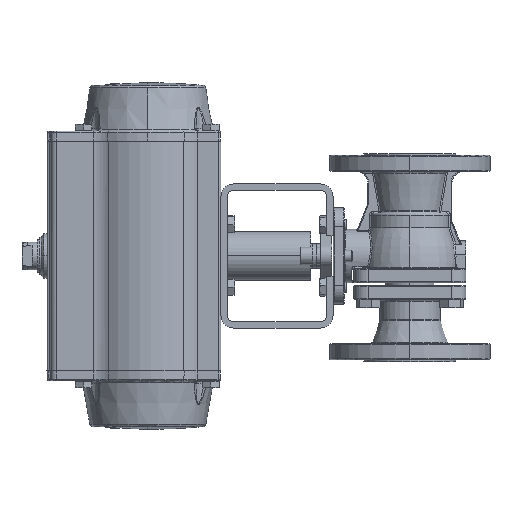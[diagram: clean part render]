
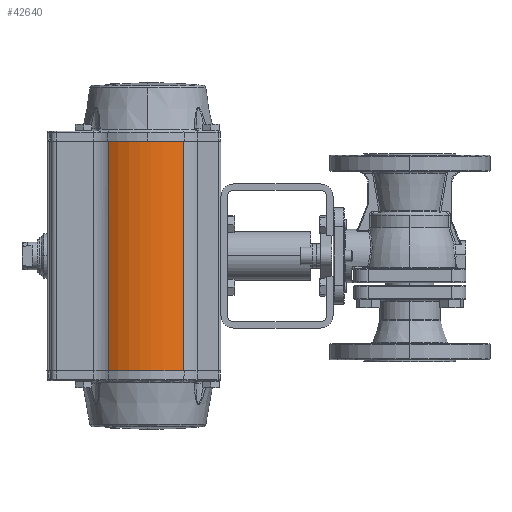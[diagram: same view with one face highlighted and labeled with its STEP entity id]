
A CAD part, left-side view. The second image highlights one B-rep face of the part: STEP entity #42640.
In plain terms, the highlighted cylindrical face has radius 55 mm (diameter 110 mm), a partial arc.
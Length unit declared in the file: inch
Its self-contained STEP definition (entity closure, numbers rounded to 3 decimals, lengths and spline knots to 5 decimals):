
#838 = DIRECTION ( 'NONE',  ( 0., 0., 1. ) ) ;
#1561 = CARTESIAN_POINT ( 'NONE',  ( -1.84777, 7.05452, 3.58268 ) ) ;
#9184 = EDGE_CURVE ( 'NONE', #10794, #34194, #51189, .T. ) ;
#9443 = AXIS2_PLACEMENT_3D ( 'NONE', #35127, #838, #40880 ) ;
#10205 = VECTOR ( 'NONE', #40309, 39.37008 ) ;
#10794 = VERTEX_POINT ( 'NONE', #22008 ) ;
#11477 = CARTESIAN_POINT ( 'NONE',  ( -1.77559, 9.42283, -3.58268 ) ) ;
#13977 = FACE_OUTER_BOUND ( 'NONE', #60059, .T. ) ;
#15890 = AXIS2_PLACEMENT_3D ( 'NONE', #64856, #35978, #41760 ) ;
#18921 = EDGE_CURVE ( 'NONE', #10794, #38941, #27223, .T. ) ;
#20582 = ORIENTED_EDGE ( 'NONE', *, *, #59795, .F. ) ;
#20731 = ORIENTED_EDGE ( 'NONE', *, *, #18921, .T. ) ;
#21035 = CARTESIAN_POINT ( 'NONE',  ( -1.84777, 7.05452, -3.58268 ) ) ;
#22008 = CARTESIAN_POINT ( 'NONE',  ( -1.77559, 9.42283, 3.58268 ) ) ;
#22020 = CYLINDRICAL_SURFACE ( 'NONE', #15890, 2.16535 ) ;
#26939 = EDGE_CURVE ( 'NONE', #62452, #34194, #58623, .T. ) ;
#27223 = LINE ( 'NONE', #11477, #10205 ) ;
#29529 = DIRECTION ( 'NONE',  ( 0., 0., 1. ) ) ;
#34050 = DIRECTION ( 'NONE',  ( 0., 0., -1. ) ) ;
#34194 = VERTEX_POINT ( 'NONE', #1561 ) ;
#35127 = CARTESIAN_POINT ( 'NONE',  ( 0., 8.18346, 3.58268 ) ) ;
#35978 = DIRECTION ( 'NONE',  ( 0., 0., 1. ) ) ;
#38941 = VERTEX_POINT ( 'NONE', #45723 ) ;
#40309 = DIRECTION ( 'NONE',  ( 0., 0., -1. ) ) ;
#40880 = DIRECTION ( 'NONE',  ( 1., 0., 0. ) ) ;
#41760 = DIRECTION ( 'NONE',  ( 1., 0., 0. ) ) ;
#42640 = ADVANCED_FACE ( 'NONE', ( #13977 ), #22020, .T. ) ;
#45167 = VECTOR ( 'NONE', #29529, 39.37008 ) ;
#45723 = CARTESIAN_POINT ( 'NONE',  ( -1.77559, 9.42283, -3.58268 ) ) ;
#47768 = ORIENTED_EDGE ( 'NONE', *, *, #9184, .F. ) ;
#47953 = CIRCLE ( 'NONE', #65904, 2.16535 ) ;
#51189 = CIRCLE ( 'NONE', #9443, 2.16535 ) ;
#52786 = CARTESIAN_POINT ( 'NONE',  ( -1.84777, 7.05452, -3.58268 ) ) ;
#56182 = ORIENTED_EDGE ( 'NONE', *, *, #26939, .T. ) ;
#58623 = LINE ( 'NONE', #52786, #45167 ) ;
#59795 = EDGE_CURVE ( 'NONE', #62452, #38941, #47953, .T. ) ;
#60059 = EDGE_LOOP ( 'NONE', ( #20582, #56182, #47768, #20731 ) ) ;
#62452 = VERTEX_POINT ( 'NONE', #21035 ) ;
#64856 = CARTESIAN_POINT ( 'NONE',  ( 0., 8.18346, -3.58268 ) ) ;
#65904 = AXIS2_PLACEMENT_3D ( 'NONE', #68393, #34050, #74169 ) ;
#68393 = CARTESIAN_POINT ( 'NONE',  ( 0., 8.18346, -3.58268 ) ) ;
#74169 = DIRECTION ( 'NONE',  ( 1., 0., 0. ) ) ;
